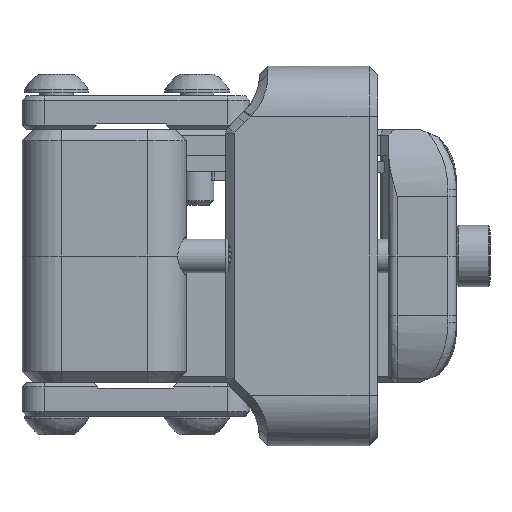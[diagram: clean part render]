
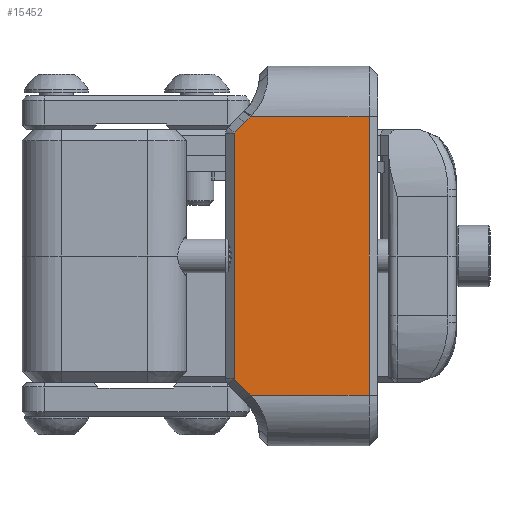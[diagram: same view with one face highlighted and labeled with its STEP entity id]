
A CAD part, front view. The second image highlights one B-rep face of the part: STEP entity #15452.
In plain terms, the highlighted face is planar.
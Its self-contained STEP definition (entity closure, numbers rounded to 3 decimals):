
#600=B_SPLINE_CURVE_WITH_KNOTS('',3,(#26150,#26151,#26152,#26153),
 .UNSPECIFIED.,.F.,.F.,(4,4),(1.453,1.571),
 .UNSPECIFIED.);
#601=B_SPLINE_CURVE_WITH_KNOTS('',3,(#26161,#26162,#26163,#26164),
 .UNSPECIFIED.,.F.,.F.,(4,4),(-1.571,-1.453),
 .UNSPECIFIED.);
#1025=PLANE('',#16625);
#1672=FACE_OUTER_BOUND('',#2598,.T.);
#2598=EDGE_LOOP('',(#11827,#11828,#11829,#11830,#11831,#11832,#11833,#11834));
#3555=LINE('',#26155,#4865);
#3556=LINE('',#26157,#4866);
#3557=LINE('',#26159,#4867);
#3558=LINE('',#26165,#4868);
#3559=LINE('',#26166,#4869);
#3560=LINE('',#26167,#4870);
#4865=VECTOR('',#18944,4.5);
#4866=VECTOR('',#18945,7.5);
#4867=VECTOR('',#18946,4.5);
#4868=VECTOR('',#18947,7.5);
#4869=VECTOR('',#18948,7.5);
#4870=VECTOR('',#18949,7.5);
#7037=VERTEX_POINT('',#26140);
#7038=VERTEX_POINT('',#26144);
#7039=VERTEX_POINT('',#26148);
#7040=VERTEX_POINT('',#26149);
#7041=VERTEX_POINT('',#26154);
#7042=VERTEX_POINT('',#26156);
#7043=VERTEX_POINT('',#26158);
#7044=VERTEX_POINT('',#26160);
#8766=EDGE_CURVE('',#7039,#7040,#600,.T.);
#8767=EDGE_CURVE('',#7041,#7039,#3555,.T.);
#8768=EDGE_CURVE('',#7042,#7041,#3556,.T.);
#8769=EDGE_CURVE('',#7043,#7042,#3557,.T.);
#8770=EDGE_CURVE('',#7044,#7043,#601,.T.);
#8771=EDGE_CURVE('',#7038,#7044,#3558,.T.);
#8772=EDGE_CURVE('',#7037,#7038,#3559,.T.);
#8773=EDGE_CURVE('',#7040,#7037,#3560,.T.);
#11827=ORIENTED_EDGE('',*,*,#8766,.F.);
#11828=ORIENTED_EDGE('',*,*,#8767,.F.);
#11829=ORIENTED_EDGE('',*,*,#8768,.F.);
#11830=ORIENTED_EDGE('',*,*,#8769,.F.);
#11831=ORIENTED_EDGE('',*,*,#8770,.F.);
#11832=ORIENTED_EDGE('',*,*,#8771,.F.);
#11833=ORIENTED_EDGE('',*,*,#8772,.F.);
#11834=ORIENTED_EDGE('',*,*,#8773,.F.);
#15452=ADVANCED_FACE('',(#1672),#1025,.T.);
#16625=AXIS2_PLACEMENT_3D('',#26147,#18942,#18943);
#18942=DIRECTION('center_axis',(0.,0.,
1.));
#18943=DIRECTION('ref_axis',(1.,0.,0.));
#18944=DIRECTION('',(-1.,0.,0.));
#18945=DIRECTION('',(0.,-1.,0.));
#18946=DIRECTION('',(1.,0.,0.));
#18947=DIRECTION('',(0.707,0.707,0.));
#18948=DIRECTION('',(0.,1.,0.));
#18949=DIRECTION('',(-0.707,0.707,0.));
#26140=CARTESIAN_POINT('',(-8.125,-9.739,13.75));
#26144=CARTESIAN_POINT('',(-8.125,12.139,13.75));
#26147=CARTESIAN_POINT('Origin',(-5.875,12.45,13.75));
#26148=CARTESIAN_POINT('',(-6.69,-11.175,13.75));
#26149=CARTESIAN_POINT('',(-7.22,-10.645,13.75));
#26150=CARTESIAN_POINT('Ctrl Pts',(-6.69,-11.175,13.75));
#26151=CARTESIAN_POINT('Ctrl Pts',(-6.867,-10.997,
13.75));
#26152=CARTESIAN_POINT('Ctrl Pts',(-7.043,-10.821,
13.75));
#26153=CARTESIAN_POINT('Ctrl Pts',(-7.22,-10.645,
13.75));
#26154=CARTESIAN_POINT('',(3.875,-11.175,13.75));
#26155=CARTESIAN_POINT('',(-3.25,-11.175,13.75));
#26156=CARTESIAN_POINT('',(3.875,13.575,13.75));
#26157=CARTESIAN_POINT('',(3.875,12.45,13.75));
#26158=CARTESIAN_POINT('',(-6.69,13.575,13.75));
#26159=CARTESIAN_POINT('',(-3.25,13.575,13.75));
#26160=CARTESIAN_POINT('',(-7.22,13.045,13.75));
#26161=CARTESIAN_POINT('Ctrl Pts',(-7.22,13.045,13.75));
#26162=CARTESIAN_POINT('Ctrl Pts',(-7.043,13.221,13.75));
#26163=CARTESIAN_POINT('Ctrl Pts',(-6.867,13.397,13.75));
#26164=CARTESIAN_POINT('Ctrl Pts',(-6.69,13.575,13.75));
#26165=CARTESIAN_POINT('',(-6.845,13.42,13.75));
#26166=CARTESIAN_POINT('',(-8.125,6.825,13.75));
#26167=CARTESIAN_POINT('',(-12.47,-5.395,13.75));
